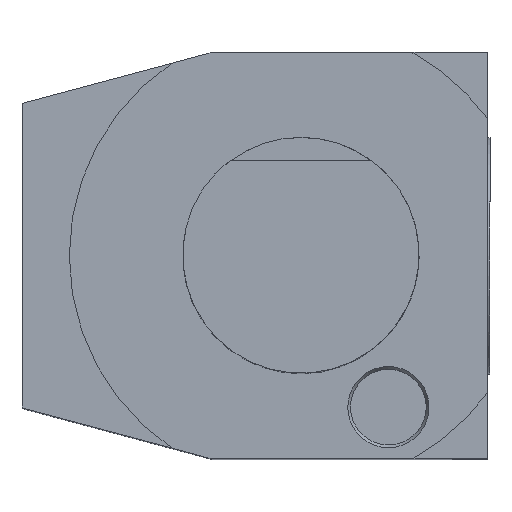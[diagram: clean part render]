
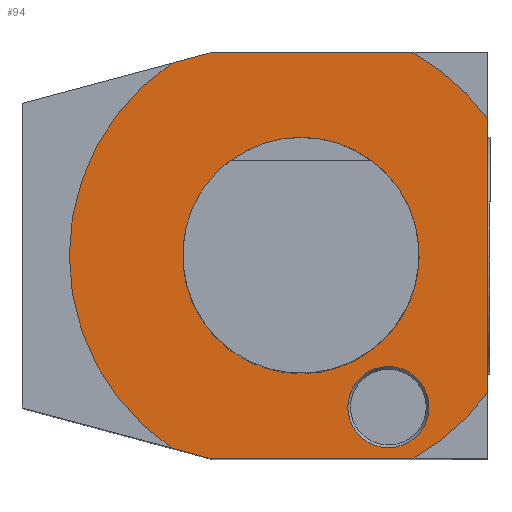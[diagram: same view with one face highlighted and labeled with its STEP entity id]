
A CAD part, top view. The second image highlights one B-rep face of the part: STEP entity #94.
In plain terms, the highlighted planar face has unit normal (0, 0, 1).
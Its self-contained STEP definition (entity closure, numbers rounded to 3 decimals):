
#41=PLANE('',#699);
#94=ADVANCED_FACE('',(#250,#251,#252),#41,.F.);
#143=LINE('',#979,#197);
#144=LINE('',#982,#198);
#145=LINE('',#986,#199);
#146=LINE('',#988,#200);
#147=LINE('',#992,#201);
#197=VECTOR('',#781,1.);
#198=VECTOR('',#782,1.);
#199=VECTOR('',#785,1.);
#200=VECTOR('',#786,1.);
#201=VECTOR('',#789,1.);
#250=FACE_BOUND('',#272,.T.);
#251=FACE_BOUND('',#273,.T.);
#252=FACE_BOUND('',#274,.T.);
#272=EDGE_LOOP('',(#326,#327,#328,#329,#330,#331,#332,#333));
#273=EDGE_LOOP('',(#334));
#274=EDGE_LOOP('',(#335));
#326=ORIENTED_EDGE('',*,*,#557,.F.);
#327=ORIENTED_EDGE('',*,*,#558,.F.);
#328=ORIENTED_EDGE('',*,*,#559,.T.);
#329=ORIENTED_EDGE('',*,*,#560,.F.);
#330=ORIENTED_EDGE('',*,*,#561,.F.);
#331=ORIENTED_EDGE('',*,*,#562,.T.);
#332=ORIENTED_EDGE('',*,*,#563,.F.);
#333=ORIENTED_EDGE('',*,*,#564,.T.);
#334=ORIENTED_EDGE('',*,*,#565,.F.);
#335=ORIENTED_EDGE('',*,*,#551,.T.);
#491=VERTEX_POINT('',#967);
#496=VERTEX_POINT('',#980);
#497=VERTEX_POINT('',#981);
#498=VERTEX_POINT('',#983);
#499=VERTEX_POINT('',#985);
#500=VERTEX_POINT('',#987);
#501=VERTEX_POINT('',#989);
#502=VERTEX_POINT('',#991);
#503=VERTEX_POINT('',#993);
#504=VERTEX_POINT('',#996);
#551=EDGE_CURVE('',#491,#491,#637,.T.);
#557=EDGE_CURVE('',#496,#497,#143,.T.);
#558=EDGE_CURVE('',#498,#496,#144,.T.);
#559=EDGE_CURVE('',#498,#499,#640,.T.);
#560=EDGE_CURVE('',#500,#499,#145,.T.);
#561=EDGE_CURVE('',#501,#500,#146,.T.);
#562=EDGE_CURVE('',#501,#502,#641,.T.);
#563=EDGE_CURVE('',#503,#502,#147,.T.);
#564=EDGE_CURVE('',#503,#497,#642,.T.);
#565=EDGE_CURVE('',#504,#504,#643,.T.);
#637=CIRCLE('',#690,24.996);
#640=CIRCLE('',#695,49.);
#641=CIRCLE('',#696,49.);
#642=CIRCLE('',#697,49.);
#643=CIRCLE('',#698,8.584);
#690=AXIS2_PLACEMENT_3D('',#966,#768,#769);
#695=AXIS2_PLACEMENT_3D('',#984,#783,#784);
#696=AXIS2_PLACEMENT_3D('',#990,#787,#788);
#697=AXIS2_PLACEMENT_3D('',#994,#790,#791);
#698=AXIS2_PLACEMENT_3D('',#995,#792,#793);
#699=AXIS2_PLACEMENT_3D('',#997,#794,#795);
#768=DIRECTION('',(0.,0.,-1.));
#769=DIRECTION('',(0.,-1.,0.));
#781=DIRECTION('',(1.,0.,0.));
#782=DIRECTION('',(0.966,0.259,0.));
#783=DIRECTION('',(0.,0.,1.));
#784=DIRECTION('',(0.,1.,0.));
#785=DIRECTION('',(-0.966,0.259,0.));
#786=DIRECTION('',(-1.,0.,0.));
#787=DIRECTION('',(0.,0.,1.));
#788=DIRECTION('',(0.,1.,0.));
#789=DIRECTION('',(0.,-1.,0.));
#790=DIRECTION('',(0.,0.,1.));
#791=DIRECTION('',(0.,1.,0.));
#792=DIRECTION('',(0.,0.,1.));
#793=DIRECTION('',(1.,0.,0.));
#794=DIRECTION('',(0.,0.,-1.));
#795=DIRECTION('',(0.,1.,0.));
#966=CARTESIAN_POINT('',(0.,0.,0.));
#967=CARTESIAN_POINT('',(0.,-24.996,0.));
#979=CARTESIAN_POINT('',(0.,43.,0.));
#980=CARTESIAN_POINT('',(-18.798,43.,0.));
#981=CARTESIAN_POINT('',(23.495,43.,0.));
#982=CARTESIAN_POINT('',(0.241,48.101,0.));
#983=CARTESIAN_POINT('',(-27.222,40.743,0.));
#984=CARTESIAN_POINT('',(0.,0.,0.));
#985=CARTESIAN_POINT('',(-27.222,-40.743,0.));
#986=CARTESIAN_POINT('',(-24.259,-41.537,0.));
#987=CARTESIAN_POINT('',(-18.798,-43.,0.));
#988=CARTESIAN_POINT('',(0.,-43.,0.));
#989=CARTESIAN_POINT('',(23.495,-43.,0.));
#990=CARTESIAN_POINT('',(0.,0.,0.));
#991=CARTESIAN_POINT('',(39.5,-28.996,0.));
#992=CARTESIAN_POINT('',(39.5,49.,0.));
#993=CARTESIAN_POINT('',(39.5,28.996,0.));
#994=CARTESIAN_POINT('',(0.,0.,0.));
#995=CARTESIAN_POINT('',(18.5,-32.043,0.));
#996=CARTESIAN_POINT('',(27.084,-32.043,0.));
#997=CARTESIAN_POINT('',(0.,49.,0.));
